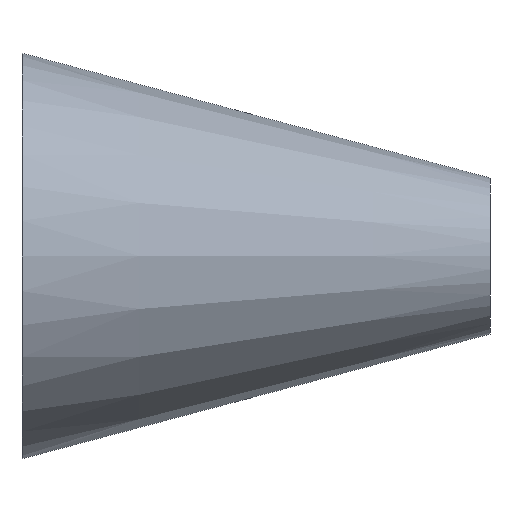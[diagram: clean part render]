
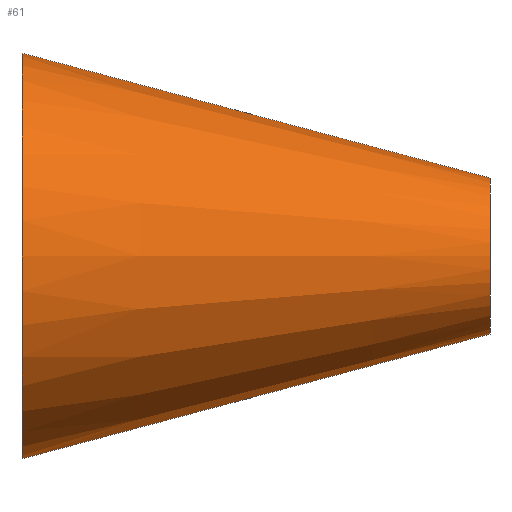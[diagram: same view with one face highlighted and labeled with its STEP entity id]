
A CAD part, front view. The second image highlights one B-rep face of the part: STEP entity #61.
In plain terms, the highlighted conical face has half-angle 14.931 degrees and reference radius 5 mm.
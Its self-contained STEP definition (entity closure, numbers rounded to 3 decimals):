
#5 = VERTEX_POINT ( 'NONE', #15 ) ;
#10 = EDGE_CURVE ( 'NONE', #5, #133, #190, .T. ) ;
#15 = CARTESIAN_POINT ( 'NONE',  ( 30., 0., -5. ) ) ;
#34 = DIRECTION ( 'NONE',  ( -1., 0., 0. ) ) ;
#40 = AXIS2_PLACEMENT_3D ( 'NONE', #51, #34, #92 ) ;
#41 = CARTESIAN_POINT ( 'NONE',  ( 0., 0., 13. ) ) ;
#45 = EDGE_CURVE ( 'NONE', #245, #133, #226, .T. ) ;
#49 = DIRECTION ( 'NONE',  ( 1., 0., 0. ) ) ;
#50 = ORIENTED_EDGE ( 'NONE', *, *, #152, .F. ) ;
#51 = CARTESIAN_POINT ( 'NONE',  ( 30., 0., 0. ) ) ;
#52 = CIRCLE ( 'NONE', #109, 5. ) ;
#61 = ADVANCED_FACE ( 'NONE', ( #193 ), #164, .T. ) ;
#62 = AXIS2_PLACEMENT_3D ( 'NONE', #120, #228, #158 ) ;
#74 = DIRECTION ( 'NONE',  ( 0., 0., -1. ) ) ;
#86 = VECTOR ( 'NONE', #204, 1000. ) ;
#92 = DIRECTION ( 'NONE',  ( 0., 0., 1. ) ) ;
#109 = AXIS2_PLACEMENT_3D ( 'NONE', #213, #49, #74 ) ;
#117 = DIRECTION ( 'NONE',  ( -0.966, 0., -0.258 ) ) ;
#120 = CARTESIAN_POINT ( 'NONE',  ( 0., 0., 0. ) ) ;
#133 = VERTEX_POINT ( 'NONE', #159 ) ;
#138 = LINE ( 'NONE', #246, #86 ) ;
#151 = ORIENTED_EDGE ( 'NONE', *, *, #45, .T. ) ;
#152 = EDGE_CURVE ( 'NONE', #176, #5, #52, .T. ) ;
#153 = CARTESIAN_POINT ( 'NONE',  ( 30., 0., 5. ) ) ;
#154 = CARTESIAN_POINT ( 'NONE',  ( 30., 0., -5. ) ) ;
#156 = EDGE_LOOP ( 'NONE', ( #243, #50, #191, #151 ) ) ;
#158 = DIRECTION ( 'NONE',  ( 0., 0., -1. ) ) ;
#159 = CARTESIAN_POINT ( 'NONE',  ( 0., 0., -13. ) ) ;
#164 = CONICAL_SURFACE ( 'NONE', #40, 5., 0.261 ) ;
#176 = VERTEX_POINT ( 'NONE', #153 ) ;
#190 = LINE ( 'NONE', #154, #203 ) ;
#191 = ORIENTED_EDGE ( 'NONE', *, *, #241, .T. ) ;
#193 = FACE_OUTER_BOUND ( 'NONE', #156, .T. ) ;
#203 = VECTOR ( 'NONE', #117, 1000. ) ;
#204 = DIRECTION ( 'NONE',  ( -0.966, 0., 0.258 ) ) ;
#213 = CARTESIAN_POINT ( 'NONE',  ( 30., 0., 0. ) ) ;
#226 = CIRCLE ( 'NONE', #62, 13. ) ;
#228 = DIRECTION ( 'NONE',  ( 1., 0., 0. ) ) ;
#241 = EDGE_CURVE ( 'NONE', #176, #245, #138, .T. ) ;
#243 = ORIENTED_EDGE ( 'NONE', *, *, #10, .F. ) ;
#245 = VERTEX_POINT ( 'NONE', #41 ) ;
#246 = CARTESIAN_POINT ( 'NONE',  ( 30., 0., 5. ) ) ;
